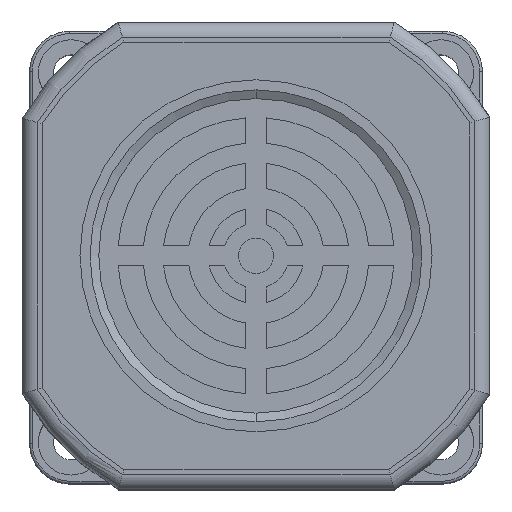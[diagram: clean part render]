
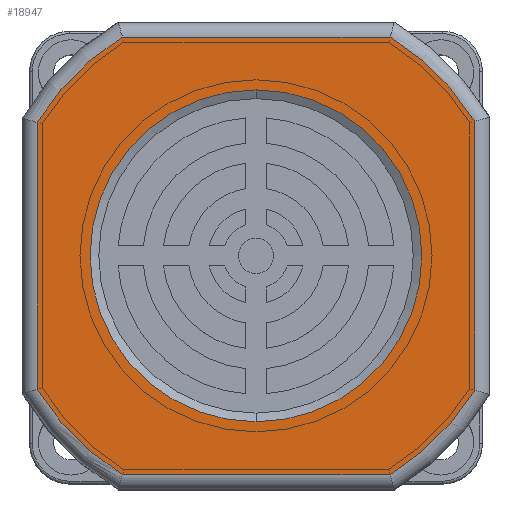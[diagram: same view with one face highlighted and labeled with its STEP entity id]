
A CAD part, top view. The second image highlights one B-rep face of the part: STEP entity #18947.
In plain terms, the highlighted face is planar.
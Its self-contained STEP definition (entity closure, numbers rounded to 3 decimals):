
#30 = CIRCLE ( 'NONE', #21088, 51. ) ;
#528 = ORIENTED_EDGE ( 'NONE', *, *, #1696, .T. ) ;
#546 = PLANE ( 'NONE',  #6227 ) ;
#801 = DIRECTION ( 'NONE',  ( 0., 0., 1. ) ) ;
#837 = DIRECTION ( 'NONE',  ( 0., 0., -1. ) ) ;
#1016 = EDGE_CURVE ( 'NONE', #13318, #12808, #5526, .T. ) ;
#1097 = VECTOR ( 'NONE', #16876, 1000. ) ;
#1166 = VERTEX_POINT ( 'NONE', #5950 ) ;
#1407 = DIRECTION ( 'NONE',  ( 0., 0., 1. ) ) ;
#1696 = EDGE_CURVE ( 'NONE', #12808, #13831, #30, .T. ) ;
#2101 = EDGE_CURVE ( 'NONE', #13831, #1166, #11407, .T. ) ;
#2198 = DIRECTION ( 'NONE',  ( 0., 1., 0. ) ) ;
#2351 = CARTESIAN_POINT ( 'NONE',  ( 0., 0., -33. ) ) ;
#2544 = CARTESIAN_POINT ( 'NONE',  ( 43.5, 0., -26.705 ) ) ;
#2909 = EDGE_CURVE ( 'NONE', #1166, #6645, #6253, .T. ) ;
#2948 = CARTESIAN_POINT ( 'NONE',  ( 43.5, 0., 0. ) ) ;
#3217 = VERTEX_POINT ( 'NONE', #15812 ) ;
#3339 = EDGE_CURVE ( 'NONE', #6645, #3217, #12679, .T. ) ;
#3687 = CARTESIAN_POINT ( 'NONE',  ( 0.05, 0., 0. ) ) ;
#4004 = DIRECTION ( 'NONE',  ( 1., 0., 0. ) ) ;
#4039 = EDGE_CURVE ( 'NONE', #3217, #12039, #20358, .T. ) ;
#4374 = VECTOR ( 'NONE', #17393, 1000. ) ;
#4387 = VECTOR ( 'NONE', #14512, 1000. ) ;
#4676 = DIRECTION ( 'NONE',  ( 0., -1., 0. ) ) ;
#4887 = EDGE_CURVE ( 'NONE', #12039, #19635, #4899, .T. ) ;
#4899 = LINE ( 'NONE', #5903, #4374 ) ;
#5046 = ORIENTED_EDGE ( 'NONE', *, *, #5604, .T. ) ;
#5391 = DIRECTION ( 'NONE',  ( 0., 0., 1. ) ) ;
#5526 = LINE ( 'NONE', #20184, #1097 ) ;
#5604 = EDGE_CURVE ( 'NONE', #19635, #13318, #8250, .T. ) ;
#5653 = ORIENTED_EDGE ( 'NONE', *, *, #2909, .T. ) ;
#5813 = AXIS2_PLACEMENT_3D ( 'NONE', #20574, #10705, #801 ) ;
#5903 = CARTESIAN_POINT ( 'NONE',  ( 0.05, 0., 43.5 ) ) ;
#5950 = CARTESIAN_POINT ( 'NONE',  ( 26.673, 0., -43.5 ) ) ;
#6180 = EDGE_CURVE ( 'NONE', #16870, #12517, #8227, .T. ) ;
#6227 = AXIS2_PLACEMENT_3D ( 'NONE', #7185, #2198, #13768 ) ;
#6253 = CIRCLE ( 'NONE', #5813, 51. ) ;
#6275 = ORIENTED_EDGE ( 'NONE', *, *, #3339, .T. ) ;
#6458 = CARTESIAN_POINT ( 'NONE',  ( -43.5, 0., -26.54 ) ) ;
#6645 = VERTEX_POINT ( 'NONE', #2544 ) ;
#6894 = CARTESIAN_POINT ( 'NONE',  ( 0., 0., 0. ) ) ;
#6926 = FACE_OUTER_BOUND ( 'NONE', #19003, .T. ) ;
#7073 = VECTOR ( 'NONE', #4004, 1000. ) ;
#7185 = CARTESIAN_POINT ( 'NONE',  ( 0.05, 0., 0. ) ) ;
#8227 = CIRCLE ( 'NONE', #14681, 33. ) ;
#8250 = CIRCLE ( 'NONE', #19773, 51. ) ;
#8528 = DIRECTION ( 'NONE',  ( 0., 0., -1. ) ) ;
#8959 = CIRCLE ( 'NONE', #16528, 33. ) ;
#9410 = ORIENTED_EDGE ( 'NONE', *, *, #2101, .T. ) ;
#10475 = ORIENTED_EDGE ( 'NONE', *, *, #1016, .T. ) ;
#10587 = ORIENTED_EDGE ( 'NONE', *, *, #4039, .T. ) ;
#10705 = DIRECTION ( 'NONE',  ( 0., -1., 0. ) ) ;
#10748 = DIRECTION ( 'NONE',  ( 0., -1., 0. ) ) ;
#10781 = AXIS2_PLACEMENT_3D ( 'NONE', #14547, #4676, #16205 ) ;
#11313 = DIRECTION ( 'NONE',  ( 0., -1., 0. ) ) ;
#11407 = LINE ( 'NONE', #13918, #7073 ) ;
#12039 = VERTEX_POINT ( 'NONE', #14451 ) ;
#12517 = VERTEX_POINT ( 'NONE', #12595 ) ;
#12595 = CARTESIAN_POINT ( 'NONE',  ( 0., 0., 33. ) ) ;
#12679 = LINE ( 'NONE', #2948, #4387 ) ;
#12746 = ORIENTED_EDGE ( 'NONE', *, *, #6180, .F. ) ;
#12808 = VERTEX_POINT ( 'NONE', #6458 ) ;
#13318 = VERTEX_POINT ( 'NONE', #21296 ) ;
#13768 = DIRECTION ( 'NONE',  ( 0., 0., 1. ) ) ;
#13831 = VERTEX_POINT ( 'NONE', #17190 ) ;
#13918 = CARTESIAN_POINT ( 'NONE',  ( 0.05, 0., -43.5 ) ) ;
#13929 = ORIENTED_EDGE ( 'NONE', *, *, #4887, .T. ) ;
#14451 = CARTESIAN_POINT ( 'NONE',  ( 26.673, 0., 43.5 ) ) ;
#14512 = DIRECTION ( 'NONE',  ( 0., 0., 1. ) ) ;
#14547 = CARTESIAN_POINT ( 'NONE',  ( 0.05, 0., 0. ) ) ;
#14681 = AXIS2_PLACEMENT_3D ( 'NONE', #20618, #10748, #837 ) ;
#15113 = FACE_BOUND ( 'NONE', #20225, .T. ) ;
#15224 = DIRECTION ( 'NONE',  ( 0., -1., 0. ) ) ;
#15812 = CARTESIAN_POINT ( 'NONE',  ( 43.5, 0., 26.705 ) ) ;
#15954 = CARTESIAN_POINT ( 'NONE',  ( -26.572, 0., 43.5 ) ) ;
#16205 = DIRECTION ( 'NONE',  ( 0., 0., 1. ) ) ;
#16528 = AXIS2_PLACEMENT_3D ( 'NONE', #6894, #18376, #8528 ) ;
#16870 = VERTEX_POINT ( 'NONE', #2351 ) ;
#16876 = DIRECTION ( 'NONE',  ( 0., 0., -1. ) ) ;
#17190 = CARTESIAN_POINT ( 'NONE',  ( -26.572, 0., -43.5 ) ) ;
#17393 = DIRECTION ( 'NONE',  ( -1., 0., 0. ) ) ;
#18376 = DIRECTION ( 'NONE',  ( 0., -1., 0. ) ) ;
#18705 = ORIENTED_EDGE ( 'NONE', *, *, #18834, .F. ) ;
#18834 = EDGE_CURVE ( 'NONE', #12517, #16870, #8959, .T. ) ;
#18947 = ADVANCED_FACE ( 'NONE', ( #6926, #15113 ), #546, .F. ) ;
#19003 = EDGE_LOOP ( 'NONE', ( #10475, #528, #9410, #5653, #6275, #10587, #13929, #5046 ) ) ;
#19635 = VERTEX_POINT ( 'NONE', #15954 ) ;
#19773 = AXIS2_PLACEMENT_3D ( 'NONE', #3687, #15224, #5391 ) ;
#20184 = CARTESIAN_POINT ( 'NONE',  ( -43.5, 0., 0. ) ) ;
#20225 = EDGE_LOOP ( 'NONE', ( #12746, #18705 ) ) ;
#20358 = CIRCLE ( 'NONE', #10781, 51. ) ;
#20574 = CARTESIAN_POINT ( 'NONE',  ( 0.05, 0., 0. ) ) ;
#20618 = CARTESIAN_POINT ( 'NONE',  ( 0., 0., 0. ) ) ;
#21088 = AXIS2_PLACEMENT_3D ( 'NONE', #21163, #11313, #1407 ) ;
#21163 = CARTESIAN_POINT ( 'NONE',  ( 0.05, 0., 0. ) ) ;
#21296 = CARTESIAN_POINT ( 'NONE',  ( -43.5, 0., 26.54 ) ) ;
